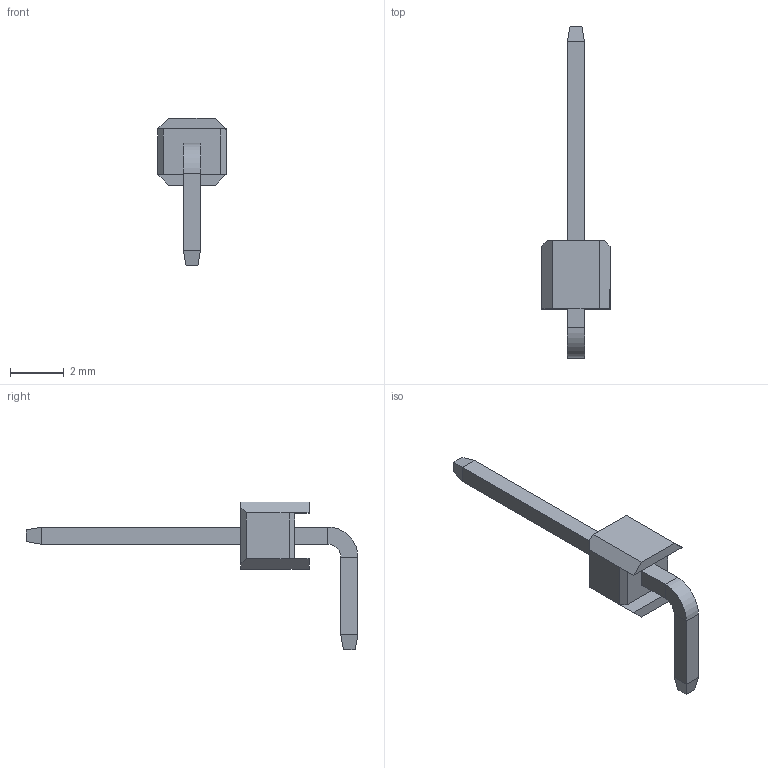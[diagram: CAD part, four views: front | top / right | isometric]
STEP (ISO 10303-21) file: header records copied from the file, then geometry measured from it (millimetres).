
FILE_DESCRIPTION (( 'STEP AP214' ), '1' );
FILE_NAME ('1x1 Male Pin Header Angle.STEP', '2021-11-12T11:46:22', ( 'M.B.I.' ), ( '' ), 'SwSTEP 2.0', '', '' );
FILE_SCHEMA (( 'AUTOMOTIVE_DESIGN' ));
Length unit declared in the file: millimetre
Products named in the file (1): 1x1 Male Pin Header Angle
Bounding box: 2.54 x 12.36 x 5.5 mm (x, y, z)
Volume: 18.4 mm3; surface area: 80.6 mm2
Topology: 2 solids, 2 shells, 54 faces, 128 edges, 78 vertices
Faces by surface type: plane 52, cylinder 2
Entity records: 1547 total; most frequent: CARTESIAN_POINT 261, ORIENTED_EDGE 256, DIRECTION 242, EDGE_CURVE 128, VECTOR 124, LINE 124, VERTEX_POINT 78, AXIS2_PLACEMENT_3D 59
